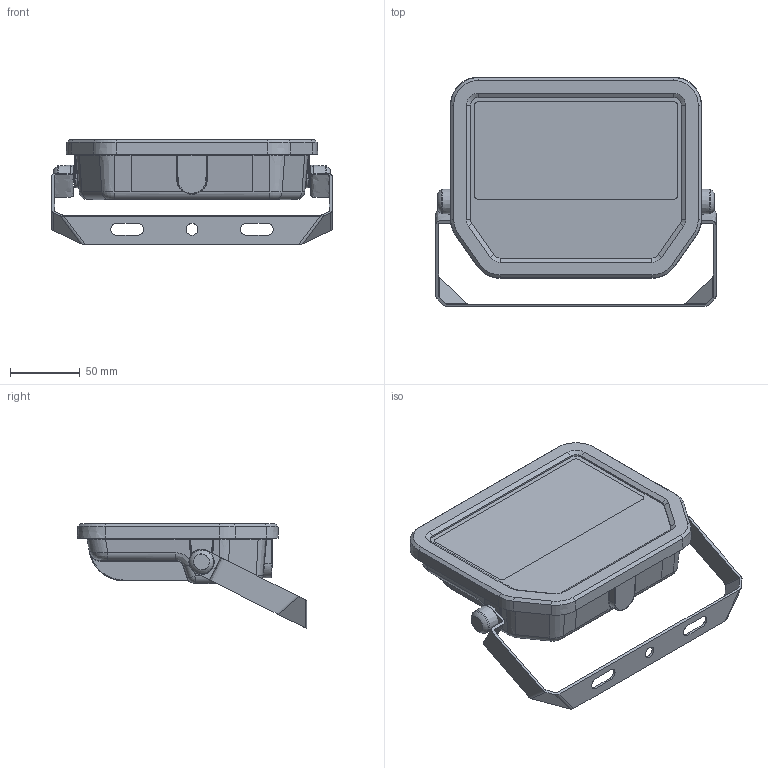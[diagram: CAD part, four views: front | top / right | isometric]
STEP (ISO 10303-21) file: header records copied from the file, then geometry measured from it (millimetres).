
FILE_DESCRIPTION (( 'STEP AP214' ), '1' );
FILE_NAME ('FL_G4_41W.STEP', '2024-05-29T09:27:44', ( '' ), ( '' ), 'SwSTEP 2.0', 'SolidWorks 2022', '' );
FILE_SCHEMA (( 'AUTOMOTIVE_DESIGN' ));
Length unit declared in the file: millimetre
Products named in the file (1): FL_G4_41W
Bounding box: 200.6 x 164.27 x 75.2 mm (x, y, z)
Volume: 273067.9 mm3; surface area: 191988.8 mm2
Topology: 7 solids, 7 shells, 793 faces, 1951 edges, 1128 vertices
Faces by surface type: cylinder 240, bspline 239, plane 210, cone 66, torus 34, sphere 4
Full cylindrical faces by diameter (mm): 5 x2, 5.2 x2, 8.5 x1
Entity records: 40644 total; most frequent: CARTESIAN_POINT 15345, ORIENTED_EDGE 3766, DIRECTION 3023, EDGE_CURVE 1883, AXIS2_PLACEMENT_3D 1133, VERTEX_POINT 1127, EDGE_LOOP 830, FACE_OUTER_BOUND 804
